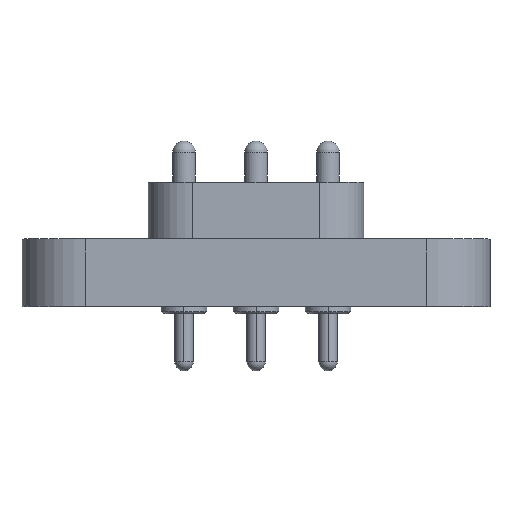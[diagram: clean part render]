
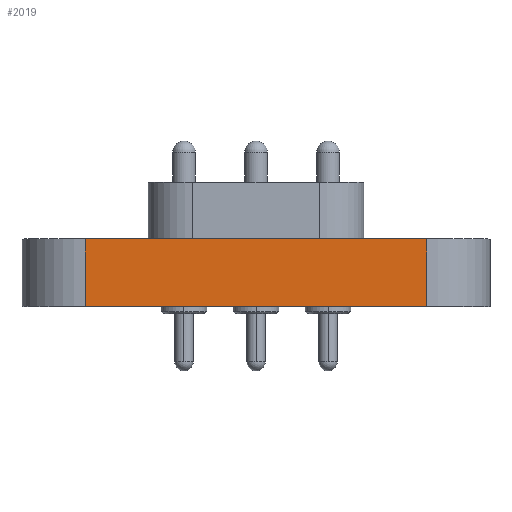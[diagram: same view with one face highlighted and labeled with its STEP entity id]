
A CAD part, top view. The second image highlights one B-rep face of the part: STEP entity #2019.
In plain terms, the highlighted planar face has unit normal (0, 0, 1).
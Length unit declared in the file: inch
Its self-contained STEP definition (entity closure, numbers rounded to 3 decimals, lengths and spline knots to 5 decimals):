
#22 = VECTOR ( 'NONE', #846, 39.37008 ) ;
#186 = DIRECTION ( 'NONE',  ( 0., 1., 0. ) ) ;
#257 = VERTEX_POINT ( 'NONE', #1915 ) ;
#352 = ORIENTED_EDGE ( 'NONE', *, *, #440, .T. ) ;
#440 = EDGE_CURVE ( 'NONE', #257, #593, #1647, .T. ) ;
#493 = ORIENTED_EDGE ( 'NONE', *, *, #1737, .F. ) ;
#593 = VERTEX_POINT ( 'NONE', #1174 ) ;
#701 = PLANE ( 'NONE',  #1529 ) ;
#745 = EDGE_LOOP ( 'NONE', ( #352, #493, #2370, #1042 ) ) ;
#783 = VECTOR ( 'NONE', #1923, 39.37008 ) ;
#846 = DIRECTION ( 'NONE',  ( 0., 1., 0. ) ) ;
#851 = EDGE_CURVE ( 'NONE', #1348, #257, #1338, .T. ) ;
#873 = DIRECTION ( 'NONE',  ( 0., 0., 1. ) ) ;
#927 = CARTESIAN_POINT ( 'NONE',  ( 0.8858, -0.2844, 0. ) ) ;
#1027 = LINE ( 'NONE', #2376, #22 ) ;
#1042 = ORIENTED_EDGE ( 'NONE', *, *, #851, .T. ) ;
#1154 = EDGE_CURVE ( 'NONE', #1348, #2095, #1027, .T. ) ;
#1174 = CARTESIAN_POINT ( 'NONE',  ( 0.8858, -0.1244, 0. ) ) ;
#1338 = LINE ( 'NONE', #2092, #2197 ) ;
#1348 = VERTEX_POINT ( 'NONE', #2315 ) ;
#1492 = DIRECTION ( 'NONE',  ( 1., 0., 0. ) ) ;
#1517 = VECTOR ( 'NONE', #186, 39.37008 ) ;
#1529 = AXIS2_PLACEMENT_3D ( 'NONE', #2037, #873, #2064 ) ;
#1647 = LINE ( 'NONE', #927, #1517 ) ;
#1705 = CARTESIAN_POINT ( 'NONE',  ( 1.09802, -0.1244, 0. ) ) ;
#1737 = EDGE_CURVE ( 'NONE', #2095, #593, #2288, .T. ) ;
#1915 = CARTESIAN_POINT ( 'NONE',  ( 0.8858, -0.272, 0. ) ) ;
#1923 = DIRECTION ( 'NONE',  ( 1., 0., 0. ) ) ;
#2019 = ADVANCED_FACE ( 'NONE', ( #2246 ), #701, .T. ) ;
#2037 = CARTESIAN_POINT ( 'NONE',  ( 0., -0.272, 0. ) ) ;
#2064 = DIRECTION ( 'NONE',  ( 1., 0., 0. ) ) ;
#2092 = CARTESIAN_POINT ( 'NONE',  ( 0., -0.272, 0. ) ) ;
#2095 = VERTEX_POINT ( 'NONE', #2211 ) ;
#2197 = VECTOR ( 'NONE', #1492, 39.37008 ) ;
#2211 = CARTESIAN_POINT ( 'NONE',  ( 0.13781, -0.1244, 0. ) ) ;
#2246 = FACE_OUTER_BOUND ( 'NONE', #745, .T. ) ;
#2288 = LINE ( 'NONE', #1705, #783 ) ;
#2315 = CARTESIAN_POINT ( 'NONE',  ( 0.13781, -0.272, 0. ) ) ;
#2370 = ORIENTED_EDGE ( 'NONE', *, *, #1154, .F. ) ;
#2376 = CARTESIAN_POINT ( 'NONE',  ( 0.13781, -0.2844, 0. ) ) ;
